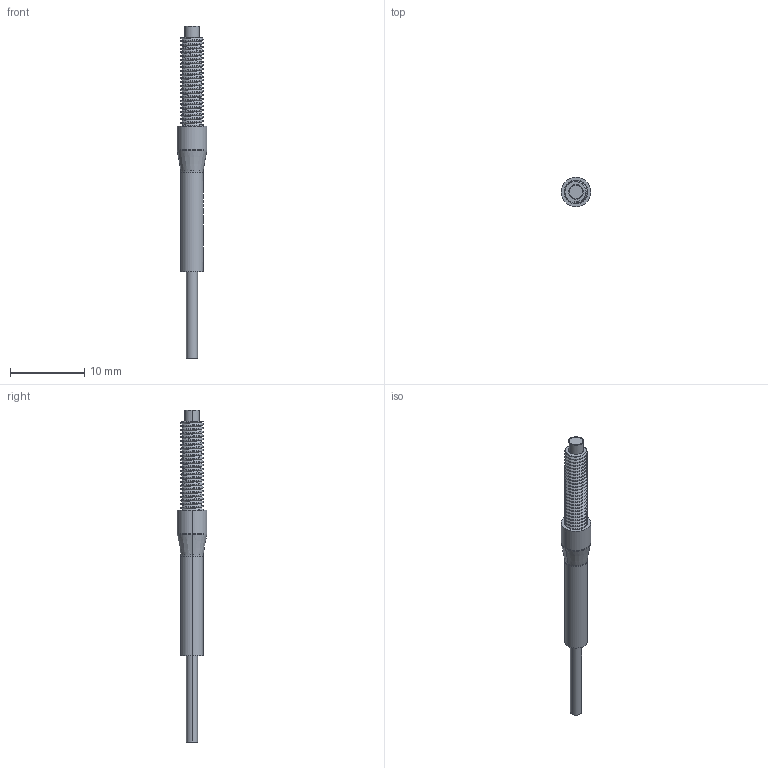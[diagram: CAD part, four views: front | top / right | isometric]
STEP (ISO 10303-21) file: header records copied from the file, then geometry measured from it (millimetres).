
FILE_DESCRIPTION (( 'STEP AP214' ), '1' );
FILE_NAME ('PD-42.STEP', '2015-09-24T08:22:10', ( '' ), ( '' ), 'SwSTEP 2.0', 'SolidWorks 2013', '' );
FILE_SCHEMA (( 'AUTOMOTIVE_DESIGN' ));
Length unit declared in the file: millimetre
Products named in the file (1): PD-42
Bounding box: 4 x 4 x 44.74 mm (x, y, z)
Volume: 227.4 mm3; surface area: 702.9 mm2
Topology: 1 solids, 1 shells, 255 faces, 713 edges, 469 vertices
Faces by surface type: plane 126, cylinder 93, bspline 22, torus 8, cone 6
Entity records: 14996 total; most frequent: CARTESIAN_POINT 6922, ORIENTED_EDGE 1426, DIRECTION 1104, EDGE_CURVE 713, VERTEX_POINT 469, LINE 380, VECTOR 380, AXIS2_PLACEMENT_3D 362
